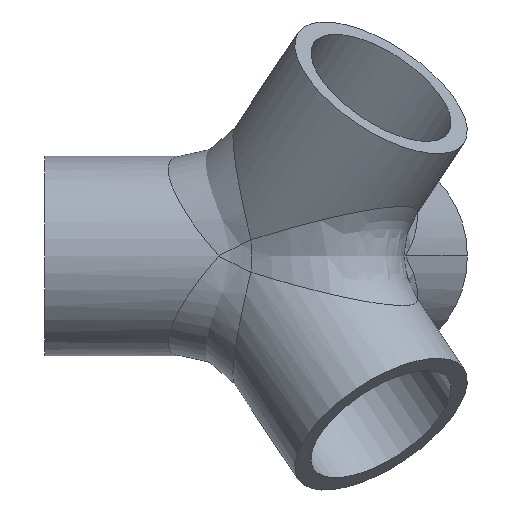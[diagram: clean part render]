
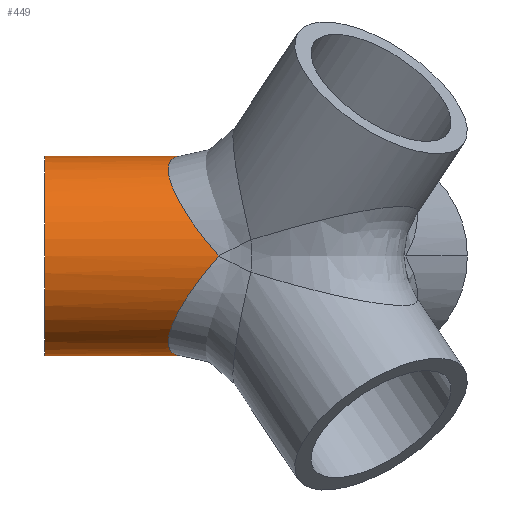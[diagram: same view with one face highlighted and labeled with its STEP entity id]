
A CAD part, left-side view. The second image highlights one B-rep face of the part: STEP entity #449.
In plain terms, the highlighted cylindrical face has radius 20 mm (diameter 40 mm), a partial arc.
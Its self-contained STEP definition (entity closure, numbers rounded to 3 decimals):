
#10 = VECTOR ( 'NONE', #1010, 1000. ) ;
#39 = CARTESIAN_POINT ( 'NONE',  ( -11.716, 23.419, -20. ) ) ;
#70 = CARTESIAN_POINT ( 'NONE',  ( 0., 17.5, 20. ) ) ;
#116 = VERTEX_POINT ( 'NONE', #1541 ) ;
#144 = CARTESIAN_POINT ( 'NONE',  ( -20., 10.104, 0. ) ) ;
#161 = CARTESIAN_POINT ( 'NONE',  ( 0., 0., 20. ) ) ;
#198 = DIRECTION ( 'NONE',  ( 0., 1., 0. ) ) ;
#249 = ORIENTED_EDGE ( 'NONE', *, *, #1476, .T. ) ;
#273 = CARTESIAN_POINT ( 'NONE',  ( -20., 20.355, 11.716 ) ) ;
#284 = LINE ( 'NONE', #161, #10 ) ;
#423 =( BOUNDED_CURVE ( )  B_SPLINE_CURVE ( 3, ( #1117, #39, #1358, #523 ),
 .UNSPECIFIED., .F., .F. ) 
 B_SPLINE_CURVE_WITH_KNOTS ( ( 4, 4 ),
 ( 5.76, 7.33 ),
 .UNSPECIFIED. ) 
 CURVE ( )  GEOMETRIC_REPRESENTATION_ITEM ( )  RATIONAL_B_SPLINE_CURVE ( ( 1., 0.805, 0.805, 1. ) ) 
 REPRESENTATION_ITEM ( '' )  );
#449 = ADVANCED_FACE ( 'NONE', ( #1160 ), #695, .T. ) ;
#501 = EDGE_CURVE ( 'NONE', #545, #924, #1469, .T. ) ;
#505 = CARTESIAN_POINT ( 'NONE',  ( 0., 45., -20. ) ) ;
#523 = CARTESIAN_POINT ( 'NONE',  ( -20., 10.104, 0. ) ) ;
#545 = VERTEX_POINT ( 'NONE', #505 ) ;
#559 = ORIENTED_EDGE ( 'NONE', *, *, #614, .T. ) ;
#614 = EDGE_CURVE ( 'NONE', #1033, #971, #423, .T. ) ;
#670 = CARTESIAN_POINT ( 'NONE',  ( 0., 45., 20. ) ) ;
#695 = CYLINDRICAL_SURFACE ( 'NONE', #1164, 20. ) ;
#716 = CARTESIAN_POINT ( 'NONE',  ( 0., 45., 0. ) ) ;
#746 = VECTOR ( 'NONE', #786, 1000. ) ;
#785 = DIRECTION ( 'NONE',  ( 0., 0., 1. ) ) ;
#786 = DIRECTION ( 'NONE',  ( 0., 1., 0. ) ) ;
#791 = CARTESIAN_POINT ( 'NONE',  ( 0., 0., 0. ) ) ;
#835 = CARTESIAN_POINT ( 'NONE',  ( 0., 17.5, -20. ) ) ;
#905 = ORIENTED_EDGE ( 'NONE', *, *, #501, .F. ) ;
#924 = VERTEX_POINT ( 'NONE', #670 ) ;
#944 = DIRECTION ( 'NONE',  ( 0., 0., 1. ) ) ;
#971 = VERTEX_POINT ( 'NONE', #1545 ) ;
#1010 = DIRECTION ( 'NONE',  ( 0., 1., 0. ) ) ;
#1033 = VERTEX_POINT ( 'NONE', #835 ) ;
#1103 = ORIENTED_EDGE ( 'NONE', *, *, #1222, .F. ) ;
#1117 = CARTESIAN_POINT ( 'NONE',  ( 0., 17.5, -20. ) ) ;
#1140 = AXIS2_PLACEMENT_3D ( 'NONE', #716, #1547, #944 ) ;
#1160 = FACE_OUTER_BOUND ( 'NONE', #1354, .T. ) ;
#1164 = AXIS2_PLACEMENT_3D ( 'NONE', #791, #198, #785 ) ;
#1182 =( BOUNDED_CURVE ( )  B_SPLINE_CURVE ( 3, ( #144, #273, #1364, #70 ),
 .UNSPECIFIED., .F., .F. ) 
 B_SPLINE_CURVE_WITH_KNOTS ( ( 4, 4 ),
 ( 5.236, 6.807 ),
 .UNSPECIFIED. ) 
 CURVE ( )  GEOMETRIC_REPRESENTATION_ITEM ( )  RATIONAL_B_SPLINE_CURVE ( ( 1., 0.805, 0.805, 1. ) ) 
 REPRESENTATION_ITEM ( '' )  );
#1222 = EDGE_CURVE ( 'NONE', #1033, #545, #1355, .T. ) ;
#1250 = EDGE_CURVE ( 'NONE', #971, #116, #1182, .T. ) ;
#1354 = EDGE_LOOP ( 'NONE', ( #1103, #559, #1370, #249, #905 ) ) ;
#1355 = LINE ( 'NONE', #1481, #746 ) ;
#1358 = CARTESIAN_POINT ( 'NONE',  ( -20., 20.355, -11.716 ) ) ;
#1364 = CARTESIAN_POINT ( 'NONE',  ( -11.716, 23.419, 20. ) ) ;
#1370 = ORIENTED_EDGE ( 'NONE', *, *, #1250, .T. ) ;
#1469 = CIRCLE ( 'NONE', #1140, 20. ) ;
#1476 = EDGE_CURVE ( 'NONE', #116, #924, #284, .T. ) ;
#1481 = CARTESIAN_POINT ( 'NONE',  ( 0., 0., -20. ) ) ;
#1541 = CARTESIAN_POINT ( 'NONE',  ( 0., 17.5, 20. ) ) ;
#1545 = CARTESIAN_POINT ( 'NONE',  ( -20., 10.104, 0. ) ) ;
#1547 = DIRECTION ( 'NONE',  ( 0., 1., 0. ) ) ;
